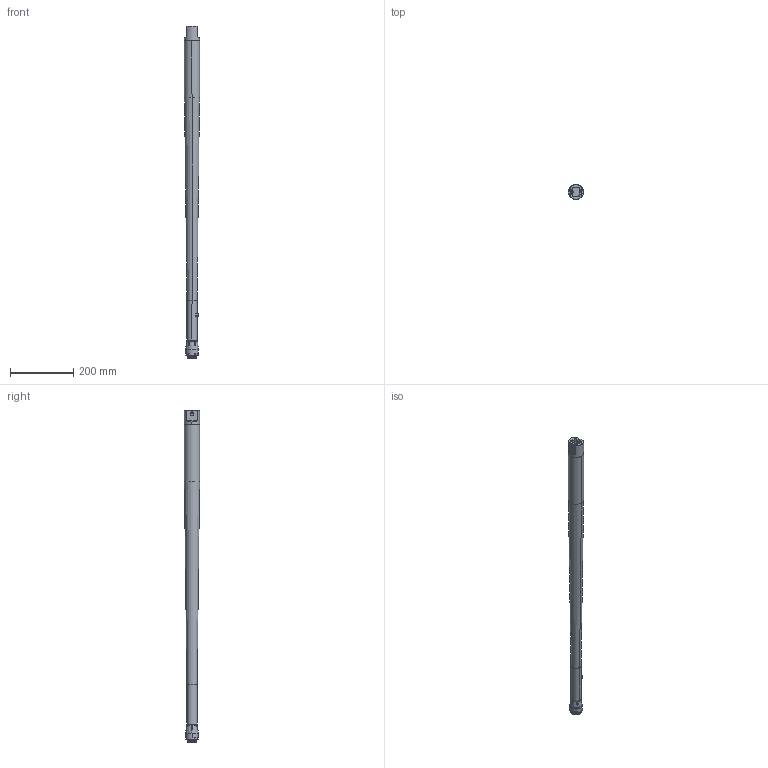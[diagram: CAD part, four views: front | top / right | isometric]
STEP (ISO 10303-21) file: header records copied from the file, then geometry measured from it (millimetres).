
FILE_DESCRIPTION((''),'2;1');
FILE_NAME('8059093066','2012-03-20T',('tooextcsr'),(''),'PRO/ENGINEER BY PARAMETRIC TECHNOLOGY CORPORATION, 2011330','PRO/ENGINEER BY PARAMETRIC TECHNOLOGY CORPORATION, 2011330','');
FILE_SCHEMA(('CONFIG_CONTROL_DESIGN', 'GEOMETRIC_VALIDATION_PROPERTIES_MIM'));
Products named in the file (1): 8059093066
Bounding box: 48 x 48 x 1048.8 mm (x, y, z)
Surface area: 156090.1 mm2 (no closed solid volume)
Topology: 0 solids, 20 shells, 200 faces, 662 edges, 452 vertices
Faces by surface type: cylinder 85, plane 45, cone 32, torus 18, bspline 12, sphere 8
Entity records: 59859 total; most frequent: CARTESIAN_POINT 52404, ORIENTED_EDGE 1078, DIRECTION 900, PRESENTATION_STYLE_ASSIGNMENT 679, STYLED_ITEM 673, CURVE_STYLE 654, EDGE_CURVE 654, VERTEX_POINT 452
